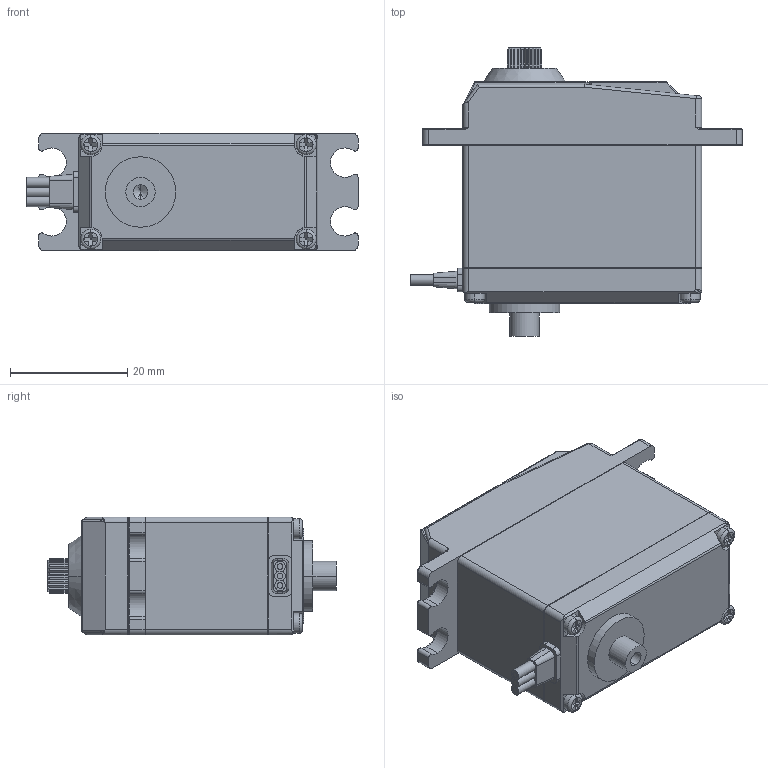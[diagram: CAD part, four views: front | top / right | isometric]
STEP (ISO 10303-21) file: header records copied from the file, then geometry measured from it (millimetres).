
FILE_DESCRIPTION (( 'STEP AP203' ), '1' );
FILE_NAME ('Turnigy TGY-S901D Servo.STEP', '2015-01-03T17:59:36', ( '' ), ( '' ), 'SwSTEP 2.0', 'SolidWorks 2013', '' );
FILE_SCHEMA (( 'CONFIG_CONTROL_DESIGN' ));
Length unit declared in the file: millimetre
Products named in the file (1): Turnigy TGY-S901D Servo
Bounding box: 56.56 x 49.2 x 20.1 mm (x, y, z)
Volume: 31501.9 mm3; surface area: 7325.7 mm2
Topology: 1 solids, 1 shells, 467 faces, 1210 edges, 745 vertices
Faces by surface type: plane 204, cylinder 163, torus 48, cone 34, sphere 10, bspline 8
Entity records: 14350 total; most frequent: CARTESIAN_POINT 2944, DIRECTION 2415, ORIENTED_EDGE 2378, EDGE_CURVE 1189, AXIS2_PLACEMENT_3D 874, VERTEX_POINT 745, VECTOR 667, LINE 667
